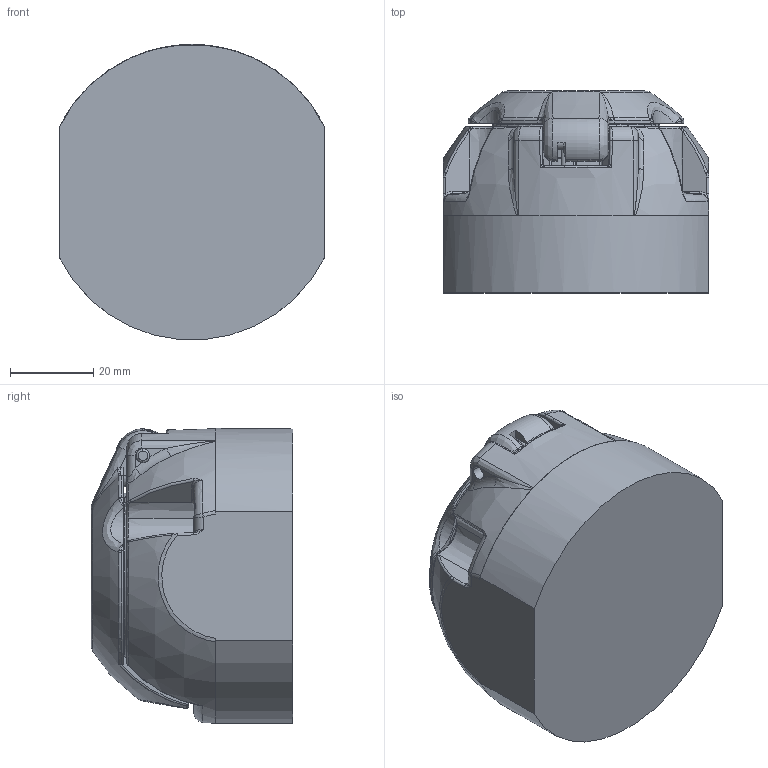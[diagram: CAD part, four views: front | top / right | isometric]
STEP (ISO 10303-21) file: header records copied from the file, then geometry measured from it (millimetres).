
FILE_DESCRIPTION((''),'2;1');
FILE_NAME('7P-SOCKET-COMPLETE_SW0003','2013-04-10T',('tema'),(''),'PRO/ENGINEER BY PARAMETRIC TECHNOLOGY CORPORATION, 2006200','PRO/ENGINEER BY PARAMETRIC TECHNOLOGY CORPORATION, 2006200','');
FILE_SCHEMA(('CONFIG_CONTROL_DESIGN'));
Length unit declared in the file: inch
Products named in the file (1): 7P-SOCKET-COMPLETE_SW0003
Bounding box: 64 x 48.6 x 71.02 mm (x, y, z)
Surface area: 26544.8 mm2 (no closed solid volume)
Topology: 0 solids, 8 shells, 350 faces, 902 edges, 545 vertices
Faces by surface type: bspline 128, plane 68, torus 64, cylinder 60, cone 19, sphere 10, extrusion 1
Entity records: 20469 total; most frequent: CARTESIAN_POINT 12934, ORIENTED_EDGE 1715, DIRECTION 1373, EDGE_CURVE 902, AXIS2_PLACEMENT_3D 603, VERTEX_POINT 545, CIRCLE 381, B_SPLINE_CURVE_WITH_KNOTS 355
